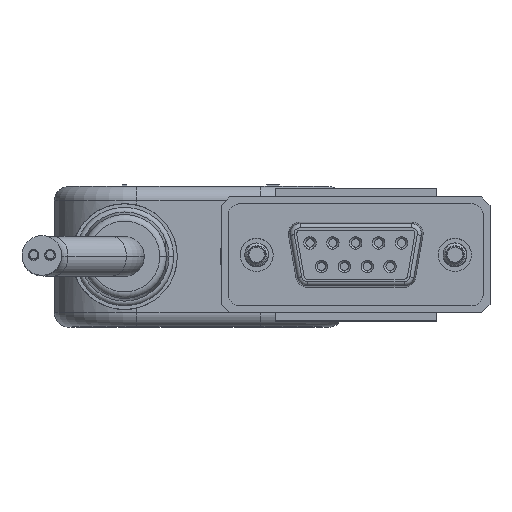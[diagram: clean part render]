
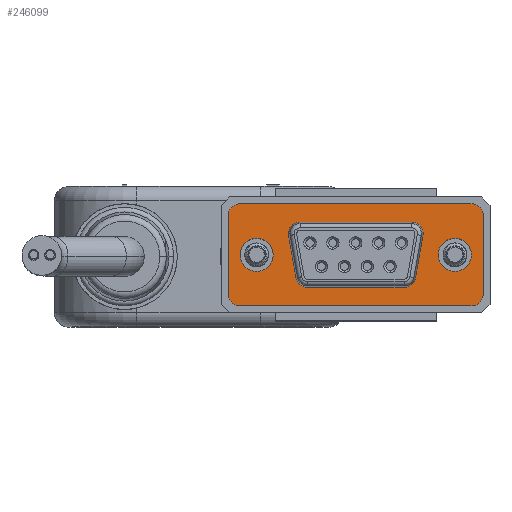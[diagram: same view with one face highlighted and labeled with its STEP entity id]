
A CAD part, top view. The second image highlights one B-rep face of the part: STEP entity #246099.
In plain terms, the highlighted face is planar.
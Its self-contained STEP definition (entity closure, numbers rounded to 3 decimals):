
#220086=CARTESIAN_POINT('',(0.2,13.95,4.7));
#220087=DIRECTION('',(-1.,0.,0.));
#220088=DIRECTION('',(0.,0.,1.));
#220089=AXIS2_PLACEMENT_3D('',#220086,#220087,#220088);
#220091=DIRECTION('',(0.,1.,0.));
#220092=VECTOR('',#220091,27.9);
#220093=CARTESIAN_POINT('',(0.2,-13.95,6.2));
#220094=LINE('',#220093,#220092);
#220095=CARTESIAN_POINT('',(0.2,-13.95,4.7));
#220096=DIRECTION('',(-1.,0.,0.));
#220097=DIRECTION('',(0.,-1.,0.));
#220098=AXIS2_PLACEMENT_3D('',#220095,#220096,#220097);
#220100=DIRECTION('',(0.,0.,1.));
#220101=VECTOR('',#220100,9.4);
#220102=CARTESIAN_POINT('',(0.2,-15.45,-4.7));
#220103=LINE('',#220102,#220101);
#220104=CARTESIAN_POINT('',(0.2,-13.95,-4.7));
#220105=DIRECTION('',(-1.,0.,0.));
#220106=DIRECTION('',(0.,0.,-1.));
#220107=AXIS2_PLACEMENT_3D('',#220104,#220105,#220106);
#220109=DIRECTION('',(0.,-1.,0.));
#220110=VECTOR('',#220109,27.9);
#220111=CARTESIAN_POINT('',(0.2,13.95,-6.2));
#220112=LINE('',#220111,#220110);
#220113=CARTESIAN_POINT('',(0.2,13.95,-4.7));
#220114=DIRECTION('',(-1.,0.,0.));
#220115=DIRECTION('',(0.,1.,0.));
#220116=AXIS2_PLACEMENT_3D('',#220113,#220114,#220115);
#220118=DIRECTION('',(0.,0.,-1.));
#220119=VECTOR('',#220118,9.4);
#220120=CARTESIAN_POINT('',(0.2,15.45,4.7));
#220121=LINE('',#220120,#220119);
#220122=CARTESIAN_POINT('',(0.2,12.,0.));
#220123=DIRECTION('',(-1.,0.,0.));
#220124=DIRECTION('',(0.,0.,1.));
#220125=AXIS2_PLACEMENT_3D('',#220122,#220123,#220124);
#220127=CARTESIAN_POINT('',(0.2,12.,0.));
#220128=DIRECTION('',(-1.,0.,0.));
#220129=DIRECTION('',(0.,0.,-1.));
#220130=AXIS2_PLACEMENT_3D('',#220127,#220128,#220129);
#220132=CARTESIAN_POINT('',(0.2,-12.,0.));
#220133=DIRECTION('',(-1.,0.,0.));
#220134=DIRECTION('',(0.,0.,1.));
#220135=AXIS2_PLACEMENT_3D('',#220132,#220133,#220134);
#220137=CARTESIAN_POINT('',(0.2,-12.,0.));
#220138=DIRECTION('',(-1.,0.,0.));
#220139=DIRECTION('',(0.,0.,-1.));
#220140=AXIS2_PLACEMENT_3D('',#220137,#220138,#220139);
#220142=CARTESIAN_POINT('',(0.2,-5.847,-2.545));
#220143=DIRECTION('',(-1.,0.,0.));
#220144=DIRECTION('',(0.,0.,-1.));
#220145=AXIS2_PLACEMENT_3D('',#220142,#220143,#220144);
#220147=DIRECTION('',(0.,0.174,-0.985));
#220148=VECTOR('',#220147,5.169);
#220149=CARTESIAN_POINT('',(0.2,-8.136,2.3));
#220150=LINE('',#220149,#220148);
#220151=CARTESIAN_POINT('',(0.2,-6.745,2.545));
#220152=DIRECTION('',(-1.,0.,0.));
#220153=DIRECTION('',(0.,-0.985,-0.174));
#220154=AXIS2_PLACEMENT_3D('',#220151,#220152,#220153);
#220156=DIRECTION('',(0.,-1.,0.));
#220157=VECTOR('',#220156,13.49);
#220158=CARTESIAN_POINT('',(0.2,6.745,3.957));
#220159=LINE('',#220158,#220157);
#220160=CARTESIAN_POINT('',(0.2,6.745,2.545));
#220161=DIRECTION('',(-1.,0.,0.));
#220162=DIRECTION('',(0.,0.,1.));
#220163=AXIS2_PLACEMENT_3D('',#220160,#220161,#220162);
#220165=DIRECTION('',(0.,0.174,0.985));
#220166=VECTOR('',#220165,5.169);
#220167=CARTESIAN_POINT('',(0.2,7.238,-2.79));
#220168=LINE('',#220167,#220166);
#220169=CARTESIAN_POINT('',(0.2,5.847,-2.545));
#220170=DIRECTION('',(-1.,0.,0.));
#220171=DIRECTION('',(0.,0.985,-0.174));
#220172=AXIS2_PLACEMENT_3D('',#220169,#220170,#220171);
#220174=DIRECTION('',(0.,1.,0.));
#220175=VECTOR('',#220174,11.695);
#220176=CARTESIAN_POINT('',(0.2,-5.847,-3.957));
#220177=LINE('',#220176,#220175);
#225208=CARTESIAN_POINT('',(0.2,12.,2.));
#225209=VERTEX_POINT('',#225208);
#225210=CARTESIAN_POINT('',(0.2,12.,-2.));
#225211=VERTEX_POINT('',#225210);
#225212=CARTESIAN_POINT('',(0.2,-12.,2.));
#225213=VERTEX_POINT('',#225212);
#225214=CARTESIAN_POINT('',(0.2,-12.,-2.));
#225215=VERTEX_POINT('',#225214);
#225324=CARTESIAN_POINT('',(0.2,13.95,6.2));
#225325=CARTESIAN_POINT('',(0.2,15.45,4.7));
#225326=VERTEX_POINT('',#225324);
#225327=VERTEX_POINT('',#225325);
#225328=CARTESIAN_POINT('',(0.2,15.45,-4.7));
#225329=VERTEX_POINT('',#225328);
#225330=CARTESIAN_POINT('',(0.2,13.95,-6.2));
#225331=VERTEX_POINT('',#225330);
#225332=CARTESIAN_POINT('',(0.2,-13.95,-6.2));
#225333=VERTEX_POINT('',#225332);
#225334=CARTESIAN_POINT('',(0.2,-15.45,-4.7));
#225335=VERTEX_POINT('',#225334);
#225336=CARTESIAN_POINT('',(0.2,-15.45,4.7));
#225337=VERTEX_POINT('',#225336);
#225338=CARTESIAN_POINT('',(0.2,-13.95,6.2));
#225339=VERTEX_POINT('',#225338);
#225356=CARTESIAN_POINT('',(0.2,6.745,3.957));
#225357=CARTESIAN_POINT('',(0.2,8.136,2.3));
#225358=VERTEX_POINT('',#225356);
#225359=VERTEX_POINT('',#225357);
#225360=CARTESIAN_POINT('',(0.2,7.238,-2.79));
#225361=VERTEX_POINT('',#225360);
#225362=CARTESIAN_POINT('',(0.2,-6.745,3.957));
#225363=VERTEX_POINT('',#225362);
#225364=CARTESIAN_POINT('',(0.2,5.847,-3.957));
#225365=VERTEX_POINT('',#225364);
#225366=CARTESIAN_POINT('',(0.2,-8.136,2.3));
#225367=VERTEX_POINT('',#225366);
#225368=CARTESIAN_POINT('',(0.2,-5.847,-3.957));
#225369=VERTEX_POINT('',#225368);
#225370=CARTESIAN_POINT('',(0.2,-7.238,-2.79));
#225371=VERTEX_POINT('',#225370);
#246048=CARTESIAN_POINT('',(0.2,0.,0.));
#246049=DIRECTION('',(-1.,0.,0.));
#246050=DIRECTION('',(0.,0.,1.));
#246051=AXIS2_PLACEMENT_3D('',#246048,#246049,#246050);
#246052=PLANE('',#246051);
#246054=ORIENTED_EDGE('',*,*,#246053,.F.);
#246056=ORIENTED_EDGE('',*,*,#246055,.F.);
#246058=ORIENTED_EDGE('',*,*,#246057,.F.);
#246060=ORIENTED_EDGE('',*,*,#246059,.F.);
#246062=ORIENTED_EDGE('',*,*,#246061,.F.);
#246064=ORIENTED_EDGE('',*,*,#246063,.F.);
#246066=ORIENTED_EDGE('',*,*,#246065,.F.);
#246068=ORIENTED_EDGE('',*,*,#246067,.F.);
#246069=EDGE_LOOP('',(#246054,#246056,#246058,#246060,#246062,#246064,#246066,
#246068));
#246070=FACE_OUTER_BOUND('',#246069,.F.);
#246071=ORIENTED_EDGE('',*,*,#246028,.T.);
#246072=ORIENTED_EDGE('',*,*,#246042,.T.);
#246073=EDGE_LOOP('',(#246071,#246072));
#246074=FACE_BOUND('',#246073,.F.);
#246076=ORIENTED_EDGE('',*,*,#246075,.T.);
#246078=ORIENTED_EDGE('',*,*,#246077,.T.);
#246079=EDGE_LOOP('',(#246076,#246078));
#246080=FACE_BOUND('',#246079,.F.);
#246082=ORIENTED_EDGE('',*,*,#246081,.T.);
#246084=ORIENTED_EDGE('',*,*,#246083,.F.);
#246086=ORIENTED_EDGE('',*,*,#246085,.T.);
#246088=ORIENTED_EDGE('',*,*,#246087,.F.);
#246090=ORIENTED_EDGE('',*,*,#246089,.T.);
#246092=ORIENTED_EDGE('',*,*,#246091,.F.);
#246094=ORIENTED_EDGE('',*,*,#246093,.T.);
#246096=ORIENTED_EDGE('',*,*,#246095,.F.);
#246097=EDGE_LOOP('',(#246082,#246084,#246086,#246088,#246090,#246092,#246094,
#246096));
#246098=FACE_BOUND('',#246097,.F.);
#246099=ADVANCED_FACE('',(#246070,#246074,#246080,#246098),#246052,.T.);
#220090=CIRCLE('',#220089,1.5);
#220099=CIRCLE('',#220098,1.5);
#220108=CIRCLE('',#220107,1.5);
#220117=CIRCLE('',#220116,1.5);
#220126=CIRCLE('',#220125,2.);
#220131=CIRCLE('',#220130,2.);
#220136=CIRCLE('',#220135,2.);
#220141=CIRCLE('',#220140,2.);
#220146=CIRCLE('',#220145,1.412);
#220155=CIRCLE('',#220154,1.412);
#220164=CIRCLE('',#220163,1.412);
#220173=CIRCLE('',#220172,1.412);
#246028=EDGE_CURVE('',#225209,#225211,#220126,.T.);
#246042=EDGE_CURVE('',#225211,#225209,#220131,.T.);
#246053=EDGE_CURVE('',#225326,#225327,#220090,.T.);
#246055=EDGE_CURVE('',#225339,#225326,#220094,.T.);
#246057=EDGE_CURVE('',#225337,#225339,#220099,.T.);
#246059=EDGE_CURVE('',#225335,#225337,#220103,.T.);
#246061=EDGE_CURVE('',#225333,#225335,#220108,.T.);
#246063=EDGE_CURVE('',#225331,#225333,#220112,.T.);
#246065=EDGE_CURVE('',#225329,#225331,#220117,.T.);
#246067=EDGE_CURVE('',#225327,#225329,#220121,.T.);
#246075=EDGE_CURVE('',#225213,#225215,#220136,.T.);
#246077=EDGE_CURVE('',#225215,#225213,#220141,.T.);
#246081=EDGE_CURVE('',#225369,#225371,#220146,.T.);
#246083=EDGE_CURVE('',#225367,#225371,#220150,.T.);
#246085=EDGE_CURVE('',#225367,#225363,#220155,.T.);
#246087=EDGE_CURVE('',#225358,#225363,#220159,.T.);
#246089=EDGE_CURVE('',#225358,#225359,#220164,.T.);
#246091=EDGE_CURVE('',#225361,#225359,#220168,.T.);
#246093=EDGE_CURVE('',#225361,#225365,#220173,.T.);
#246095=EDGE_CURVE('',#225369,#225365,#220177,.T.);
